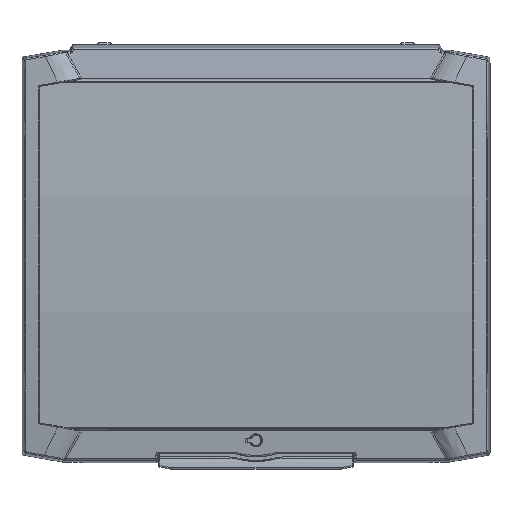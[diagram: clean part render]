
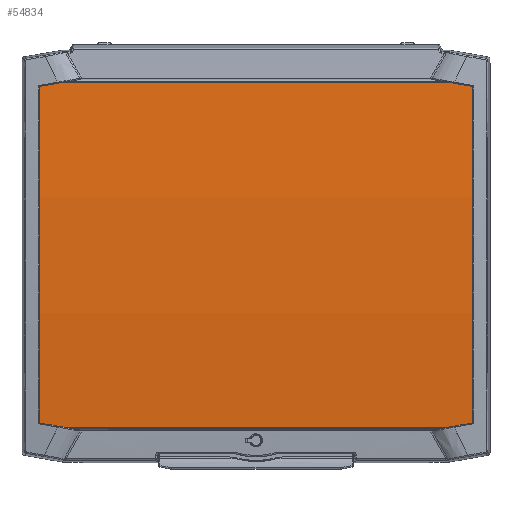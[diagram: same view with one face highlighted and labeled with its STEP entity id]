
A CAD part, top view. The second image highlights one B-rep face of the part: STEP entity #54834.
In plain terms, the highlighted cylindrical face has radius 1298.5 mm (diameter 2597 mm), a partial arc.
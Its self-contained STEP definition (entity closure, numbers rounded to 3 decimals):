
#4072=LINE('',#103556,#8854);
#4078=LINE('',#103612,#8860);
#4081=LINE('',#103617,#8863);
#4082=LINE('',#103619,#8864);
#4090=LINE('',#103684,#8872);
#4091=LINE('',#103686,#8873);
#8854=VECTOR('',#66872,0.441);
#8860=VECTOR('',#66888,0.441);
#8863=VECTOR('',#66895,303.004);
#8864=VECTOR('',#66898,0.441);
#8872=VECTOR('',#66918,0.441);
#8873=VECTOR('',#66921,303.004);
#12486=CYLINDRICAL_SURFACE('',#58700,1298.5);
#13098=B_SPLINE_CURVE_WITH_KNOTS('',3,(#100793,#100794,#100795,#100796,
#100797,#100798),.UNSPECIFIED.,.F.,.F.,(4,2,4),(0.,0.273,0.541),
 .UNSPECIFIED.);
#13111=B_SPLINE_CURVE_WITH_KNOTS('',3,(#103628,#103629,#103630,#103631,
#103632,#103633),.UNSPECIFIED.,.F.,.F.,(4,2,4),(0.005,0.273,
0.546),.UNSPECIFIED.);
#14423=FACE_OUTER_BOUND('',#17699,.T.);
#17699=EDGE_LOOP('',(#41027,#41028,#41029,#41030,#41031,#41032,#41033,#41034,
#41035,#41036,#41037,#41038));
#20796=ELLIPSE('',#58688,1097.444,927.664);
#21742=CIRCLE('',#58255,168.695);
#21770=CIRCLE('',#58384,1298.5);
#21773=CIRCLE('',#58391,1298.5);
#24075=VERTEX_POINT('',#100786);
#24078=VERTEX_POINT('',#100791);
#24082=VERTEX_POINT('',#100857);
#24086=VERTEX_POINT('',#100913);
#24285=VERTEX_POINT('',#102006);
#24286=VERTEX_POINT('',#102008);
#24293=VERTEX_POINT('',#102034);
#24294=VERTEX_POINT('',#102036);
#24613=VERTEX_POINT('',#103572);
#24617=VERTEX_POINT('',#103605);
#24619=VERTEX_POINT('',#103626);
#24620=VERTEX_POINT('',#103627);
#29892=EDGE_CURVE('',#24075,#24078,#13098,.F.);
#29901=EDGE_CURVE('',#24082,#24086,#21742,.F.);
#30162=EDGE_CURVE('',#24285,#24286,#21770,.T.);
#30172=EDGE_CURVE('',#24293,#24294,#21773,.T.);
#30742=EDGE_CURVE('',#24293,#24082,#4072,.T.);
#30748=EDGE_CURVE('',#24617,#24613,#20796,.F.);
#30752=EDGE_CURVE('',#24294,#24613,#4078,.T.);
#30755=EDGE_CURVE('',#24078,#24617,#4081,.T.);
#30756=EDGE_CURVE('',#24075,#24285,#4082,.T.);
#30760=EDGE_CURVE('',#24619,#24620,#13111,.F.);
#30768=EDGE_CURVE('',#24620,#24286,#4090,.T.);
#30769=EDGE_CURVE('',#24086,#24619,#4091,.T.);
#41027=ORIENTED_EDGE('',*,*,#29901,.T.);
#41028=ORIENTED_EDGE('',*,*,#30769,.T.);
#41029=ORIENTED_EDGE('',*,*,#30760,.T.);
#41030=ORIENTED_EDGE('',*,*,#30768,.T.);
#41031=ORIENTED_EDGE('',*,*,#30162,.F.);
#41032=ORIENTED_EDGE('',*,*,#30756,.F.);
#41033=ORIENTED_EDGE('',*,*,#29892,.T.);
#41034=ORIENTED_EDGE('',*,*,#30755,.T.);
#41035=ORIENTED_EDGE('',*,*,#30748,.T.);
#41036=ORIENTED_EDGE('',*,*,#30752,.F.);
#41037=ORIENTED_EDGE('',*,*,#30172,.F.);
#41038=ORIENTED_EDGE('',*,*,#30742,.T.);
#54834=ADVANCED_FACE('',(#14423),#12486,.T.);
#58255=AXIS2_PLACEMENT_3D('',#100915,#65310,#65311);
#58384=AXIS2_PLACEMENT_3D('',#102009,#65773,#65774);
#58391=AXIS2_PLACEMENT_3D('',#102037,#65792,#65793);
#58688=AXIS2_PLACEMENT_3D('',#103606,#66880,#66881);
#58700=AXIS2_PLACEMENT_3D('',#103685,#66919,#66920);
#65310=DIRECTION('center_axis',(-0.13,-0.092,-0.987));
#65311=DIRECTION('ref_axis',(-0.992,0.012,0.129));
#65773=DIRECTION('center_axis',(-1.,0.,0.));
#65774=DIRECTION('ref_axis',(0.,-1.,0.));
#65792=DIRECTION('center_axis',(1.,0.,0.));
#65793=DIRECTION('ref_axis',(0.,-1.,0.));
#66872=DIRECTION('',(-1.,0.,0.));
#66880=DIRECTION('center_axis',(-1.,0.,
0.));
#66881=DIRECTION('ref_axis',(0.,-0.996,-0.092));
#66888=DIRECTION('',(-1.,0.,0.));
#66895=DIRECTION('',(1.,0.,0.));
#66898=DIRECTION('',(-1.,0.,0.));
#66918=DIRECTION('',(-1.,0.,0.));
#66919=DIRECTION('center_axis',(-1.,0.,0.));
#66920=DIRECTION('ref_axis',(0.,-1.,0.));
#66921=DIRECTION('',(-1.,0.,0.));
#100786=CARTESIAN_POINT('',(-151.502,-120.039,17.14));
#100791=CARTESIAN_POINT('',(-151.502,-119.5,17.19));
#100793=CARTESIAN_POINT('Ctrl Pts',(-151.502,-119.5,17.19));
#100794=CARTESIAN_POINT('Ctrl Pts',(-151.502,-119.591,
17.181));
#100795=CARTESIAN_POINT('Ctrl Pts',(-151.502,-119.681,
17.173));
#100796=CARTESIAN_POINT('Ctrl Pts',(-151.502,-119.861,
17.156));
#100797=CARTESIAN_POINT('Ctrl Pts',(-151.502,-119.95,
17.148));
#100798=CARTESIAN_POINT('Ctrl Pts',(-151.502,-120.039,
17.14));
#100857=CARTESIAN_POINT('',(151.502,120.039,17.14));
#100913=CARTESIAN_POINT('',(151.503,119.5,17.19));
#100915=CARTESIAN_POINT('Origin',(318.769,118.012,-4.665));
#102006=CARTESIAN_POINT('',(-151.943,-120.039,17.14));
#102008=CARTESIAN_POINT('',(-151.943,120.039,17.14));
#102009=CARTESIAN_POINT('Origin',(-151.943,0.,-1275.8));
#102034=CARTESIAN_POINT('',(151.943,120.039,17.14));
#102036=CARTESIAN_POINT('',(151.943,-120.039,17.14));
#102037=CARTESIAN_POINT('Origin',(151.943,0.,-1275.8));
#103556=CARTESIAN_POINT('',(151.943,120.039,17.14));
#103572=CARTESIAN_POINT('',(151.502,-120.039,17.14));
#103605=CARTESIAN_POINT('',(151.502,-119.5,17.19));
#103606=CARTESIAN_POINT('Origin',(151.502,-34.195,-906.544));
#103612=CARTESIAN_POINT('',(151.943,-120.039,17.14));
#103617=CARTESIAN_POINT('',(-151.502,-119.5,17.19));
#103619=CARTESIAN_POINT('',(-151.502,-120.039,17.14));
#103626=CARTESIAN_POINT('',(-151.502,119.5,17.19));
#103627=CARTESIAN_POINT('',(-151.502,120.039,17.14));
#103628=CARTESIAN_POINT('Ctrl Pts',(-151.502,120.039,17.14));
#103629=CARTESIAN_POINT('Ctrl Pts',(-151.502,119.95,
17.148));
#103630=CARTESIAN_POINT('Ctrl Pts',(-151.502,119.861,
17.156));
#103631=CARTESIAN_POINT('Ctrl Pts',(-151.502,119.681,
17.173));
#103632=CARTESIAN_POINT('Ctrl Pts',(-151.502,119.591,
17.181));
#103633=CARTESIAN_POINT('Ctrl Pts',(-151.502,119.5,17.19));
#103684=CARTESIAN_POINT('',(-151.502,120.039,17.14));
#103685=CARTESIAN_POINT('Origin',(0.,0.,-1275.8));
#103686=CARTESIAN_POINT('',(151.503,119.5,17.19));
